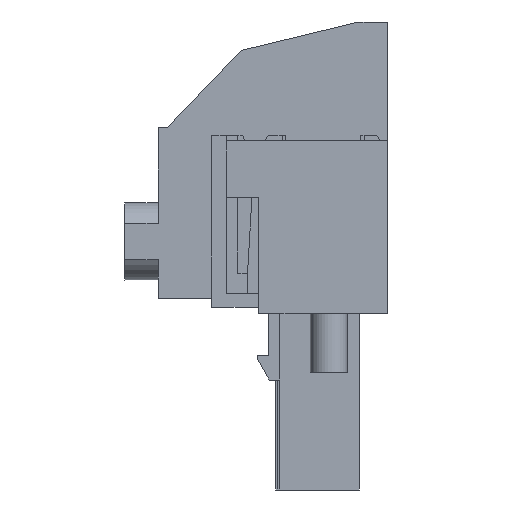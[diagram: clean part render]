
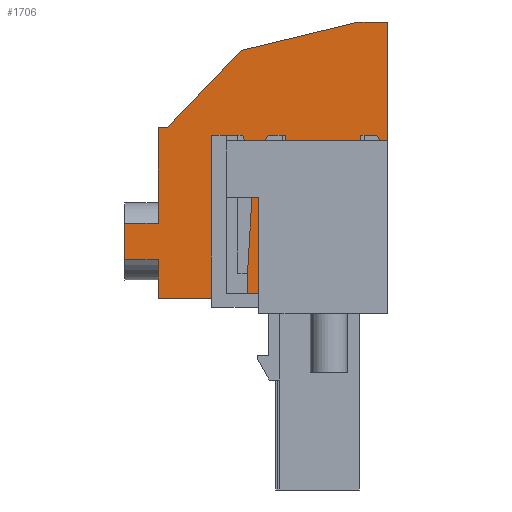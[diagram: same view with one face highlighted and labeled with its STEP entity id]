
A CAD part, left-side view. The second image highlights one B-rep face of the part: STEP entity #1706.
In plain terms, the highlighted planar face has unit normal (-1, 0, 0).
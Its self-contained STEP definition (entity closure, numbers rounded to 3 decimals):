
#1587=AXIS2_PLACEMENT_3D('Plane Axis2P3D',#1584,#1585,#1586) ;
#248=CARTESIAN_POINT('Vertex',(7.62,0.,41.15)) ;
#251=CARTESIAN_POINT('Line Origine',(7.62,0.,35.925)) ;
#255=CARTESIAN_POINT('Vertex',(7.62,0.,30.7)) ;
#649=CARTESIAN_POINT('Vertex',(7.62,11.36,30.7)) ;
#652=CARTESIAN_POINT('Line Origine',(7.62,11.33,23.775)) ;
#656=CARTESIAN_POINT('Vertex',(7.62,11.3,16.85)) ;
#1572=CARTESIAN_POINT('Line Origine',(7.62,5.68,30.7)) ;
#1584=CARTESIAN_POINT('Axis2P3D Location',(7.62,20.15,20.25)) ;
#1589=CARTESIAN_POINT('Line Origine',(7.62,21.625,20.25)) ;
#1593=CARTESIAN_POINT('Vertex',(7.62,20.15,20.25)) ;
#1595=CARTESIAN_POINT('Vertex',(7.62,23.1,20.25)) ;
#1598=CARTESIAN_POINT('Line Origine',(7.62,20.15,18.55)) ;
#1602=CARTESIAN_POINT('Vertex',(7.62,20.15,16.85)) ;
#1605=CARTESIAN_POINT('Line Origine',(7.62,15.725,16.85)) ;
#1610=CARTESIAN_POINT('Line Origine',(7.62,1.25,41.15)) ;
#1614=CARTESIAN_POINT('Vertex',(7.62,2.5,41.15)) ;
#1617=CARTESIAN_POINT('Line Origine',(7.62,7.674,39.9)) ;
#1621=CARTESIAN_POINT('Vertex',(7.62,12.849,38.65)) ;
#1624=CARTESIAN_POINT('Line Origine',(7.62,16.099,35.25)) ;
#1628=CARTESIAN_POINT('Vertex',(7.62,19.35,31.85)) ;
#1631=CARTESIAN_POINT('Line Origine',(7.62,19.75,31.85)) ;
#1635=CARTESIAN_POINT('Vertex',(7.62,20.15,31.85)) ;
#1638=CARTESIAN_POINT('Line Origine',(7.62,20.15,27.65)) ;
#1642=CARTESIAN_POINT('Vertex',(7.62,20.15,23.45)) ;
#1645=CARTESIAN_POINT('Line Origine',(7.62,21.625,23.45)) ;
#1649=CARTESIAN_POINT('Vertex',(7.62,23.1,23.45)) ;
#1652=CARTESIAN_POINT('Line Origine',(7.62,23.1,21.85)) ;
#1672=CARTESIAN_POINT('Line Origine',(7.62,13.66,30.7)) ;
#1676=CARTESIAN_POINT('Vertex',(7.62,14.16,30.7)) ;
#1678=CARTESIAN_POINT('Vertex',(7.62,13.16,30.7)) ;
#1681=CARTESIAN_POINT('Line Origine',(7.62,13.16,28.2)) ;
#1685=CARTESIAN_POINT('Vertex',(7.62,13.16,25.7)) ;
#1688=CARTESIAN_POINT('Line Origine',(7.62,13.66,25.7)) ;
#1692=CARTESIAN_POINT('Vertex',(7.62,14.16,25.7)) ;
#1695=CARTESIAN_POINT('Line Origine',(7.62,14.16,28.2)) ;
#252=DIRECTION('Vector Direction',(0.,0.,1.)) ;
#653=DIRECTION('Vector Direction',(0.,0.004,1.)) ;
#1573=DIRECTION('Vector Direction',(0.,1.,0.)) ;
#1585=DIRECTION('Axis2P3D Direction',(-1.,0.,0.)) ;
#1586=DIRECTION('Axis2P3D XDirection',(0.,0.,1.)) ;
#1590=DIRECTION('Vector Direction',(0.,1.,0.)) ;
#1599=DIRECTION('Vector Direction',(0.,0.,1.)) ;
#1606=DIRECTION('Vector Direction',(0.,-1.,0.)) ;
#1611=DIRECTION('Vector Direction',(0.,1.,0.)) ;
#1618=DIRECTION('Vector Direction',(0.,0.972,-0.235)) ;
#1625=DIRECTION('Vector Direction',(0.,-0.691,0.723)) ;
#1632=DIRECTION('Vector Direction',(0.,-1.,0.)) ;
#1639=DIRECTION('Vector Direction',(0.,0.,1.)) ;
#1646=DIRECTION('Vector Direction',(0.,1.,0.)) ;
#1653=DIRECTION('Vector Direction',(0.,0.,1.)) ;
#1673=DIRECTION('Vector Direction',(0.,-1.,0.)) ;
#1682=DIRECTION('Vector Direction',(0.,0.,1.)) ;
#1689=DIRECTION('Vector Direction',(0.,-1.,0.)) ;
#1696=DIRECTION('Vector Direction',(0.,0.,1.)) ;
#253=VECTOR('Line Direction',#252,1.) ;
#654=VECTOR('Line Direction',#653,1.) ;
#1574=VECTOR('Line Direction',#1573,1.) ;
#1591=VECTOR('Line Direction',#1590,1.) ;
#1600=VECTOR('Line Direction',#1599,1.) ;
#1607=VECTOR('Line Direction',#1606,1.) ;
#1612=VECTOR('Line Direction',#1611,1.) ;
#1619=VECTOR('Line Direction',#1618,1.) ;
#1626=VECTOR('Line Direction',#1625,1.) ;
#1633=VECTOR('Line Direction',#1632,1.) ;
#1640=VECTOR('Line Direction',#1639,1.) ;
#1647=VECTOR('Line Direction',#1646,1.) ;
#1654=VECTOR('Line Direction',#1653,1.) ;
#1674=VECTOR('Line Direction',#1673,1.) ;
#1683=VECTOR('Line Direction',#1682,1.) ;
#1690=VECTOR('Line Direction',#1689,1.) ;
#1697=VECTOR('Line Direction',#1696,1.) ;
#1658=ORIENTED_EDGE('',*,*,#1597,.F.) ;
#1659=ORIENTED_EDGE('',*,*,#1604,.T.) ;
#1660=ORIENTED_EDGE('',*,*,#1609,.T.) ;
#1661=ORIENTED_EDGE('',*,*,#658,.T.) ;
#1662=ORIENTED_EDGE('',*,*,#1576,.T.) ;
#1663=ORIENTED_EDGE('',*,*,#257,.T.) ;
#1664=ORIENTED_EDGE('',*,*,#1616,.T.) ;
#1665=ORIENTED_EDGE('',*,*,#1623,.T.) ;
#1666=ORIENTED_EDGE('',*,*,#1630,.F.) ;
#1667=ORIENTED_EDGE('',*,*,#1637,.F.) ;
#1668=ORIENTED_EDGE('',*,*,#1644,.T.) ;
#1669=ORIENTED_EDGE('',*,*,#1651,.T.) ;
#1670=ORIENTED_EDGE('',*,*,#1656,.F.) ;
#1701=ORIENTED_EDGE('',*,*,#1680,.T.) ;
#1702=ORIENTED_EDGE('',*,*,#1687,.T.) ;
#1703=ORIENTED_EDGE('',*,*,#1694,.F.) ;
#1704=ORIENTED_EDGE('',*,*,#1699,.F.) ;
#1705=FACE_BOUND('',#1700,.T.) ;
#1706=ADVANCED_FACE('HOUSING',(#1671,#1705),#1588,.T.) ;
#257=EDGE_CURVE('',#256,#249,#254,.T.) ;
#658=EDGE_CURVE('',#657,#650,#655,.T.) ;
#1576=EDGE_CURVE('',#650,#256,#1575,.F.) ;
#1597=EDGE_CURVE('',#1594,#1596,#1592,.T.) ;
#1604=EDGE_CURVE('',#1594,#1603,#1601,.F.) ;
#1609=EDGE_CURVE('',#1603,#657,#1608,.T.) ;
#1616=EDGE_CURVE('',#249,#1615,#1613,.T.) ;
#1623=EDGE_CURVE('',#1615,#1622,#1620,.T.) ;
#1630=EDGE_CURVE('',#1629,#1622,#1627,.T.) ;
#1637=EDGE_CURVE('',#1636,#1629,#1634,.T.) ;
#1644=EDGE_CURVE('',#1636,#1643,#1641,.F.) ;
#1651=EDGE_CURVE('',#1643,#1650,#1648,.T.) ;
#1656=EDGE_CURVE('',#1596,#1650,#1655,.T.) ;
#1680=EDGE_CURVE('',#1677,#1679,#1675,.T.) ;
#1687=EDGE_CURVE('',#1679,#1686,#1684,.F.) ;
#1694=EDGE_CURVE('',#1693,#1686,#1691,.T.) ;
#1699=EDGE_CURVE('',#1677,#1693,#1698,.F.) ;
#1657=EDGE_LOOP('',(#1658,#1659,#1660,#1661,#1662,#1663,#1664,#1665,#1666,#1667,#1668,#1669,#1670)) ;
#1700=EDGE_LOOP('',(#1701,#1702,#1703,#1704)) ;
#1671=FACE_OUTER_BOUND('',#1657,.T.) ;
#254=LINE('Line',#251,#253) ;
#655=LINE('Line',#652,#654) ;
#1575=LINE('Line',#1572,#1574) ;
#1592=LINE('Line',#1589,#1591) ;
#1601=LINE('Line',#1598,#1600) ;
#1608=LINE('Line',#1605,#1607) ;
#1613=LINE('Line',#1610,#1612) ;
#1620=LINE('Line',#1617,#1619) ;
#1627=LINE('Line',#1624,#1626) ;
#1634=LINE('Line',#1631,#1633) ;
#1641=LINE('Line',#1638,#1640) ;
#1648=LINE('Line',#1645,#1647) ;
#1655=LINE('Line',#1652,#1654) ;
#1675=LINE('Line',#1672,#1674) ;
#1684=LINE('Line',#1681,#1683) ;
#1691=LINE('Line',#1688,#1690) ;
#1698=LINE('Line',#1695,#1697) ;
#1588=PLANE('',#1587) ;
#249=VERTEX_POINT('',#248) ;
#256=VERTEX_POINT('',#255) ;
#650=VERTEX_POINT('',#649) ;
#657=VERTEX_POINT('',#656) ;
#1594=VERTEX_POINT('',#1593) ;
#1596=VERTEX_POINT('',#1595) ;
#1603=VERTEX_POINT('',#1602) ;
#1615=VERTEX_POINT('',#1614) ;
#1622=VERTEX_POINT('',#1621) ;
#1629=VERTEX_POINT('',#1628) ;
#1636=VERTEX_POINT('',#1635) ;
#1643=VERTEX_POINT('',#1642) ;
#1650=VERTEX_POINT('',#1649) ;
#1677=VERTEX_POINT('',#1676) ;
#1679=VERTEX_POINT('',#1678) ;
#1686=VERTEX_POINT('',#1685) ;
#1693=VERTEX_POINT('',#1692) ;
